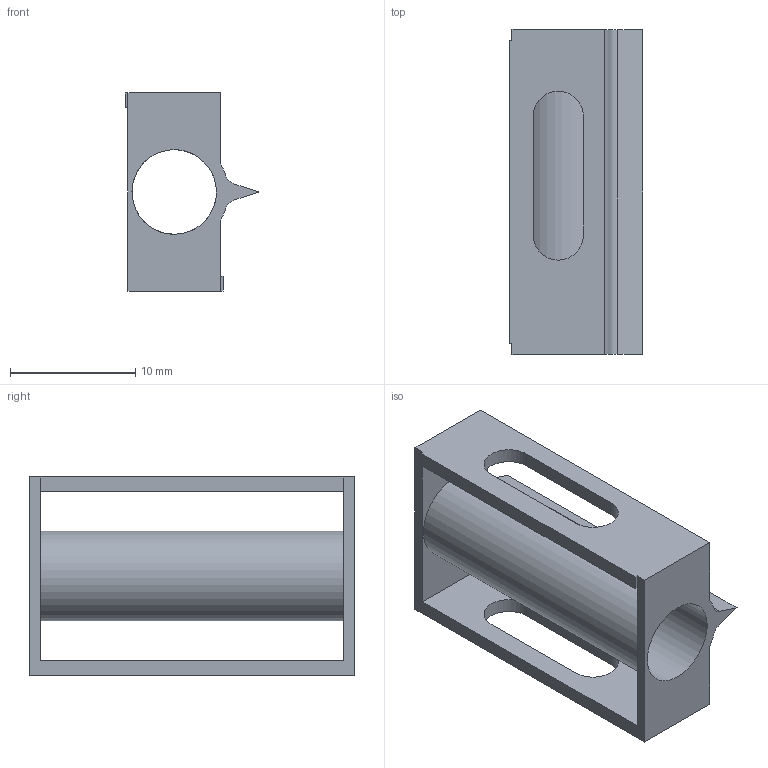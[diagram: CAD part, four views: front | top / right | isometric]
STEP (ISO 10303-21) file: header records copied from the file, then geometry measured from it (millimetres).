
FILE_DESCRIPTION(('STEP AP203'), '1');
FILE_NAME('櫻蠉錪2', '', ('UNSPECIFIED'), ('UNSPECIFIED'), 'C3D Converter', 'C3D Toolkit', '');
FILE_SCHEMA(('CONFIG_CONTROL_DESIGN'));
Length unit declared in the file: millimetre
Bounding box: 10.64 x 25.92 x 15.81 mm (x, y, z)
Volume: 687.6 mm3; surface area: 2336.3 mm2
Topology: 1 solids, 1 shells, 36 faces, 106 edges, 69 vertices
Faces by surface type: plane 26, cylinder 10
Full cylindrical faces by diameter (mm): 6.744 x1
Entity records: 1249 total; most frequent: CARTESIAN_POINT 223, ORIENTED_EDGE 210, DIRECTION 195, EDGE_CURVE 105, LINE 85, VECTOR 85, VERTEX_POINT 68, AXIS2_PLACEMENT_3D 55
